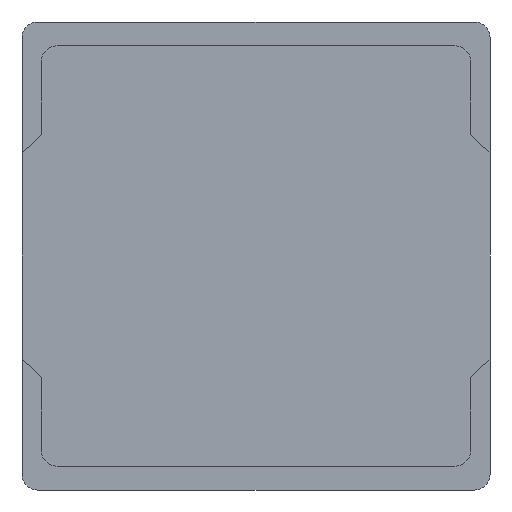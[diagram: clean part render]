
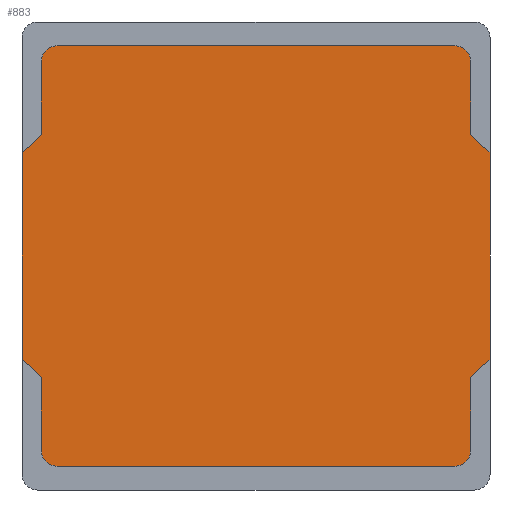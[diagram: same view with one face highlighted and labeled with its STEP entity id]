
A CAD part, front view. The second image highlights one B-rep face of the part: STEP entity #883.
In plain terms, the highlighted planar face has unit normal (0, -1, 0).
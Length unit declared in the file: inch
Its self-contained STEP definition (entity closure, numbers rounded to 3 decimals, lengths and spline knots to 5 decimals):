
#242=DIRECTION('',(-0.721,0.,-0.693));
#243=VECTOR('',#242,0.00677);
#244=CARTESIAN_POINT('',(0.059,-0.044,-0.026));
#245=LINE('',#244,#243);
#246=DIRECTION('',(0.,0.,-1.));
#247=VECTOR('',#246,0.01831);
#248=CARTESIAN_POINT('',(0.05412,-0.044,-0.03069));
#249=LINE('',#248,#247);
#250=CARTESIAN_POINT('',(0.05012,-0.044,-0.049));
#251=DIRECTION('',(0.,1.,0.));
#252=DIRECTION('',(1.,0.,0.));
#253=AXIS2_PLACEMENT_3D('',#250,#251,#252);
#255=DIRECTION('',(-1.,0.,0.));
#256=VECTOR('',#255,0.10024);
#257=CARTESIAN_POINT('',(0.05012,-0.044,-0.053));
#258=LINE('',#257,#256);
#259=CARTESIAN_POINT('',(-0.05012,-0.044,-0.049));
#260=DIRECTION('',(0.,1.,0.));
#261=DIRECTION('',(0.,0.,-1.));
#262=AXIS2_PLACEMENT_3D('',#259,#260,#261);
#264=DIRECTION('',(0.,0.,1.));
#265=VECTOR('',#264,0.01831);
#266=CARTESIAN_POINT('',(-0.05412,-0.044,-0.049));
#267=LINE('',#266,#265);
#268=DIRECTION('',(-0.721,0.,0.693));
#269=VECTOR('',#268,0.00677);
#270=CARTESIAN_POINT('',(-0.05412,-0.044,-0.03069));
#271=LINE('',#270,#269);
#272=DIRECTION('',(0.,0.,1.));
#273=VECTOR('',#272,0.052);
#274=CARTESIAN_POINT('',(-0.059,-0.044,-0.026));
#275=LINE('',#274,#273);
#276=DIRECTION('',(0.721,0.,0.693));
#277=VECTOR('',#276,0.00677);
#278=CARTESIAN_POINT('',(-0.059,-0.044,0.026));
#279=LINE('',#278,#277);
#280=DIRECTION('',(0.,0.,1.));
#281=VECTOR('',#280,0.01831);
#282=CARTESIAN_POINT('',(-0.05412,-0.044,0.03069));
#283=LINE('',#282,#281);
#284=CARTESIAN_POINT('',(-0.05012,-0.044,0.049));
#285=DIRECTION('',(0.,1.,0.));
#286=DIRECTION('',(-1.,0.,0.));
#287=AXIS2_PLACEMENT_3D('',#284,#285,#286);
#289=DIRECTION('',(1.,0.,0.));
#290=VECTOR('',#289,0.10024);
#291=CARTESIAN_POINT('',(-0.05012,-0.044,0.053));
#292=LINE('',#291,#290);
#293=CARTESIAN_POINT('',(0.05012,-0.044,0.049));
#294=DIRECTION('',(0.,1.,0.));
#295=DIRECTION('',(0.,0.,1.));
#296=AXIS2_PLACEMENT_3D('',#293,#294,#295);
#298=DIRECTION('',(0.,0.,-1.));
#299=VECTOR('',#298,0.01831);
#300=CARTESIAN_POINT('',(0.05412,-0.044,0.049));
#301=LINE('',#300,#299);
#302=DIRECTION('',(0.721,0.,-0.693));
#303=VECTOR('',#302,0.00677);
#304=CARTESIAN_POINT('',(0.05412,-0.044,0.03069));
#305=LINE('',#304,#303);
#306=DIRECTION('',(0.,0.,-1.));
#307=VECTOR('',#306,0.052);
#308=CARTESIAN_POINT('',(0.059,-0.044,0.026));
#309=LINE('',#308,#307);
#402=CARTESIAN_POINT('',(0.059,-0.044,-0.026));
#403=CARTESIAN_POINT('',(0.05412,-0.044,-0.03069));
#404=VERTEX_POINT('',#402);
#405=VERTEX_POINT('',#403);
#406=CARTESIAN_POINT('',(0.05412,-0.044,-0.049));
#407=VERTEX_POINT('',#406);
#408=CARTESIAN_POINT('',(0.05012,-0.044,-0.053));
#409=VERTEX_POINT('',#408);
#410=CARTESIAN_POINT('',(-0.05012,-0.044,-0.053));
#411=VERTEX_POINT('',#410);
#412=CARTESIAN_POINT('',(-0.05412,-0.044,-0.049));
#413=VERTEX_POINT('',#412);
#414=CARTESIAN_POINT('',(-0.05412,-0.044,-0.03069));
#415=VERTEX_POINT('',#414);
#416=CARTESIAN_POINT('',(-0.059,-0.044,-0.026));
#417=VERTEX_POINT('',#416);
#418=CARTESIAN_POINT('',(-0.059,-0.044,0.026));
#419=VERTEX_POINT('',#418);
#420=CARTESIAN_POINT('',(-0.05412,-0.044,0.03069));
#421=VERTEX_POINT('',#420);
#422=CARTESIAN_POINT('',(-0.05412,-0.044,0.049));
#423=VERTEX_POINT('',#422);
#424=CARTESIAN_POINT('',(-0.05012,-0.044,0.053));
#425=VERTEX_POINT('',#424);
#426=CARTESIAN_POINT('',(0.05012,-0.044,0.053));
#427=VERTEX_POINT('',#426);
#428=CARTESIAN_POINT('',(0.05412,-0.044,0.049));
#429=VERTEX_POINT('',#428);
#430=CARTESIAN_POINT('',(0.05412,-0.044,0.03069));
#431=VERTEX_POINT('',#430);
#432=CARTESIAN_POINT('',(0.059,-0.044,0.026));
#433=VERTEX_POINT('',#432);
#853=CARTESIAN_POINT('',(0.,-0.044,0.));
#854=DIRECTION('',(0.,1.,0.));
#855=DIRECTION('',(0.,0.,1.));
#856=AXIS2_PLACEMENT_3D('',#853,#854,#855);
#857=PLANE('',#856);
#859=ORIENTED_EDGE('',*,*,#858,.T.);
#861=ORIENTED_EDGE('',*,*,#860,.T.);
#863=ORIENTED_EDGE('',*,*,#862,.T.);
#865=ORIENTED_EDGE('',*,*,#864,.T.);
#867=ORIENTED_EDGE('',*,*,#866,.T.);
#869=ORIENTED_EDGE('',*,*,#868,.T.);
#871=ORIENTED_EDGE('',*,*,#870,.T.);
#872=ORIENTED_EDGE('',*,*,#746,.T.);
#873=ORIENTED_EDGE('',*,*,#764,.T.);
#874=ORIENTED_EDGE('',*,*,#778,.T.);
#875=ORIENTED_EDGE('',*,*,#792,.T.);
#876=ORIENTED_EDGE('',*,*,#806,.T.);
#877=ORIENTED_EDGE('',*,*,#820,.T.);
#878=ORIENTED_EDGE('',*,*,#834,.T.);
#879=ORIENTED_EDGE('',*,*,#847,.T.);
#880=ORIENTED_EDGE('',*,*,#690,.T.);
#881=EDGE_LOOP('',(#859,#861,#863,#865,#867,#869,#871,#872,#873,#874,#875,#876,
#877,#878,#879,#880));
#882=FACE_OUTER_BOUND('',#881,.F.);
#883=ADVANCED_FACE('',(#882),#857,.F.);
#254=CIRCLE('',#253,0.004);
#263=CIRCLE('',#262,0.004);
#288=CIRCLE('',#287,0.004);
#297=CIRCLE('',#296,0.004);
#690=EDGE_CURVE('',#433,#404,#309,.T.);
#746=EDGE_CURVE('',#417,#419,#275,.T.);
#764=EDGE_CURVE('',#419,#421,#279,.T.);
#778=EDGE_CURVE('',#421,#423,#283,.T.);
#792=EDGE_CURVE('',#423,#425,#288,.T.);
#806=EDGE_CURVE('',#425,#427,#292,.T.);
#820=EDGE_CURVE('',#427,#429,#297,.T.);
#834=EDGE_CURVE('',#429,#431,#301,.T.);
#847=EDGE_CURVE('',#431,#433,#305,.T.);
#858=EDGE_CURVE('',#404,#405,#245,.T.);
#860=EDGE_CURVE('',#405,#407,#249,.T.);
#862=EDGE_CURVE('',#407,#409,#254,.T.);
#864=EDGE_CURVE('',#409,#411,#258,.T.);
#866=EDGE_CURVE('',#411,#413,#263,.T.);
#868=EDGE_CURVE('',#413,#415,#267,.T.);
#870=EDGE_CURVE('',#415,#417,#271,.T.);
